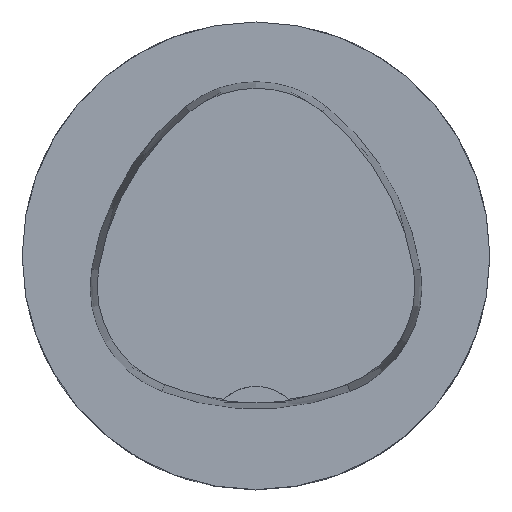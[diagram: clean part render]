
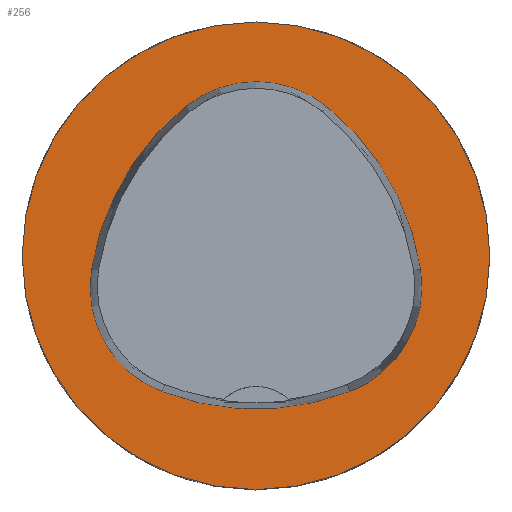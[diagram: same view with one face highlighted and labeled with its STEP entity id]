
A CAD part, top view. The second image highlights one B-rep face of the part: STEP entity #256.
In plain terms, the highlighted planar face has unit normal (0, 0, 1).
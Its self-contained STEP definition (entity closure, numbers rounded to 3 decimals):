
#256=ADVANCED_FACE('',(#519,#520),#316,.T.);
#316=PLANE('',#1508);
#519=FACE_BOUND('',#565,.T.);
#520=FACE_BOUND('',#566,.T.);
#565=EDGE_LOOP('',(#784,#785,#786,#787,#788,#789));
#566=EDGE_LOOP('',(#790));
#784=ORIENTED_EDGE('',*,*,#1219,.T.);
#785=ORIENTED_EDGE('',*,*,#1199,.T.);
#786=ORIENTED_EDGE('',*,*,#1203,.T.);
#787=ORIENTED_EDGE('',*,*,#1206,.T.);
#788=ORIENTED_EDGE('',*,*,#1209,.T.);
#789=ORIENTED_EDGE('',*,*,#1217,.T.);
#790=ORIENTED_EDGE('',*,*,#1190,.F.);
#1051=VERTEX_POINT('',#2307);
#1060=VERTEX_POINT('',#2326);
#1061=VERTEX_POINT('',#2327);
#1064=VERTEX_POINT('',#2335);
#1066=VERTEX_POINT('',#2341);
#1068=VERTEX_POINT('',#2347);
#1075=VERTEX_POINT('',#2368);
#1190=EDGE_CURVE('',#1051,#1051,#1308,.T.);
#1199=EDGE_CURVE('',#1060,#1061,#1309,.T.);
#1203=EDGE_CURVE('',#1061,#1064,#1311,.T.);
#1206=EDGE_CURVE('',#1064,#1066,#1313,.T.);
#1209=EDGE_CURVE('',#1066,#1068,#1315,.T.);
#1217=EDGE_CURVE('',#1068,#1075,#1319,.T.);
#1219=EDGE_CURVE('',#1075,#1060,#1321,.T.);
#1308=CIRCLE('',#1480,25.);
#1309=CIRCLE('',#1486,28.);
#1311=CIRCLE('',#1489,12.);
#1313=CIRCLE('',#1492,28.);
#1315=CIRCLE('',#1495,12.);
#1319=CIRCLE('',#1500,28.);
#1321=CIRCLE('',#1503,12.);
#1480=AXIS2_PLACEMENT_3D('',#2306,#1741,#1742);
#1486=AXIS2_PLACEMENT_3D('',#2325,#1757,#1758);
#1489=AXIS2_PLACEMENT_3D('',#2334,#1765,#1766);
#1492=AXIS2_PLACEMENT_3D('',#2340,#1772,#1773);
#1495=AXIS2_PLACEMENT_3D('',#2346,#1779,#1780);
#1500=AXIS2_PLACEMENT_3D('',#2369,#1791,#1792);
#1503=AXIS2_PLACEMENT_3D('',#2372,#1797,#1798);
#1508=AXIS2_PLACEMENT_3D('',#2377,#1807,#1808);
#1741=DIRECTION('',(0.,0.,-1.));
#1742=DIRECTION('',(-1.,0.,0.));
#1757=DIRECTION('',(0.,0.,-1.));
#1758=DIRECTION('',(-1.,0.,0.));
#1765=DIRECTION('',(0.,0.,-1.));
#1766=DIRECTION('',(-1.,0.,0.));
#1772=DIRECTION('',(0.,0.,-1.));
#1773=DIRECTION('',(-1.,0.,0.));
#1779=DIRECTION('',(0.,0.,-1.));
#1780=DIRECTION('',(-1.,0.,0.));
#1791=DIRECTION('',(0.,0.,-1.));
#1792=DIRECTION('',(-1.,0.,0.));
#1797=DIRECTION('',(0.,0.,-1.));
#1798=DIRECTION('',(-1.,0.,0.));
#1807=DIRECTION('',(0.,0.,1.));
#1808=DIRECTION('',(1.,0.,0.));
#2306=CARTESIAN_POINT('',(0.,0.,
0.));
#2307=CARTESIAN_POINT('',(-25.,0.,0.));
#2325=CARTESIAN_POINT('',(10.068,-5.824,0.));
#2326=CARTESIAN_POINT('',(-17.584,-1.424,0.));
#2327=CARTESIAN_POINT('',(-7.531,15.953,0.));
#2334=CARTESIAN_POINT('',(0.011,6.62,0.));
#2335=CARTESIAN_POINT('',(7.567,15.942,0.));
#2340=CARTESIAN_POINT('',(-10.063,-5.81,0.));
#2341=CARTESIAN_POINT('',(17.59,-1.418,0.));
#2346=CARTESIAN_POINT('',(5.739,-3.3,0.));
#2347=CARTESIAN_POINT('',(10.05,-14.499,0.));
#2368=CARTESIAN_POINT('',(-10.025,-14.516,0.));
#2369=CARTESIAN_POINT('',(-0.01,11.631,0.));
#2372=CARTESIAN_POINT('',(-5.733,-3.31,0.));
#2377=CARTESIAN_POINT('',(0.,0.,
0.));
